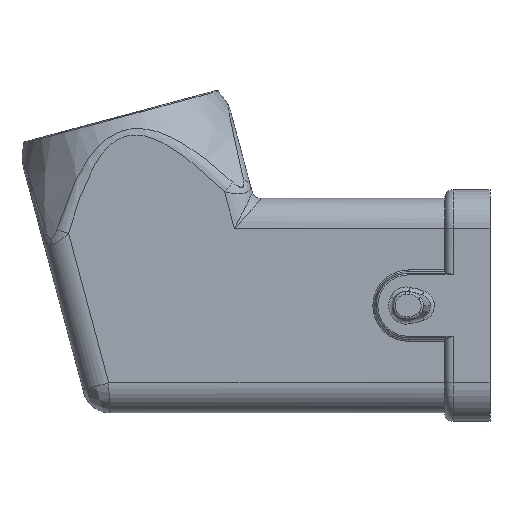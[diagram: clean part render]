
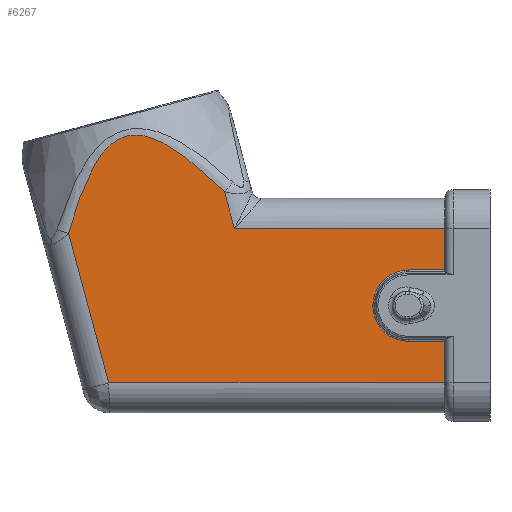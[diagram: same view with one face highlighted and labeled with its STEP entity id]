
A CAD part, left-side view. The second image highlights one B-rep face of the part: STEP entity #6267.
In plain terms, the highlighted planar face has unit normal (-1, 0, 0).
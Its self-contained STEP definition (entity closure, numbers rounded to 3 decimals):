
#748=DIRECTION('',(0.,1.,0.));
#749=VECTOR('',#748,4.2);
#750=CARTESIAN_POINT('',(-12.5,5.3,4.153));
#751=LINE('',#750,#749);
#759=DIRECTION('',(0.,0.,-1.));
#760=VECTOR('',#759,4.847);
#761=CARTESIAN_POINT('',(-12.5,5.3,9.));
#762=LINE('',#761,#760);
#774=DIRECTION('',(0.,-0.259,-0.966));
#775=VECTOR('',#774,18.04);
#776=CARTESIAN_POINT('',(-12.5,49.098,8.425));
#777=LINE('',#776,#775);
#778=CARTESIAN_POINT('',(-12.5,30.938,13.291));
#779=CARTESIAN_POINT('',(-12.5,31.761,14.103));
#780=CARTESIAN_POINT('',(-12.5,33.442,15.689));
#781=CARTESIAN_POINT('',(-12.5,35.674,17.506));
#782=CARTESIAN_POINT('',(-12.5,37.594,18.742));
#783=CARTESIAN_POINT('',(-12.5,39.121,19.49));
#784=CARTESIAN_POINT('',(-12.5,40.749,19.933));
#785=CARTESIAN_POINT('',(-12.5,42.425,19.842));
#786=CARTESIAN_POINT('',(-12.5,43.922,19.083));
#787=CARTESIAN_POINT('',(-12.5,45.11,17.885));
#788=CARTESIAN_POINT('',(-12.5,46.059,16.474));
#789=CARTESIAN_POINT('',(-12.5,47.104,14.443));
#790=CARTESIAN_POINT('',(-12.5,48.128,11.754));
#791=CARTESIAN_POINT('',(-12.5,48.791,9.54));
#792=CARTESIAN_POINT('',(-12.5,49.098,8.425));
#794=DIRECTION('',(0.,0.259,0.966));
#795=VECTOR('',#794,4.442);
#796=CARTESIAN_POINT('',(-12.5,29.788,9.));
#797=LINE('',#796,#795);
#798=CARTESIAN_POINT('',(-12.5,9.5,0.));
#799=DIRECTION('',(1.,0.,0.));
#800=DIRECTION('',(0.,0.028,-1.));
#801=AXIS2_PLACEMENT_3D('',#798,#799,#800);
#807=DIRECTION('',(0.,1.,0.));
#808=VECTOR('',#807,39.128);
#809=CARTESIAN_POINT('',(-12.5,5.3,-9.));
#810=LINE('',#809,#808);
#1034=DIRECTION('',(0.,-1.,0.));
#1035=VECTOR('',#1034,24.488);
#1036=CARTESIAN_POINT('',(-12.5,29.788,9.));
#1037=LINE('',#1036,#1035);
#3783=DIRECTION('',(0.,0.,-1.));
#3784=VECTOR('',#3783,4.847);
#3785=CARTESIAN_POINT('',(-12.5,5.3,
-4.153));
#3786=LINE('',#3785,#3784);
#3807=DIRECTION('',(0.,-1.,0.));
#3808=VECTOR('',#3807,4.2);
#3809=CARTESIAN_POINT('',(-12.5,9.5,
-4.153));
#3810=LINE('',#3809,#3808);
#3835=CARTESIAN_POINT('',(-12.5,9.621,
-4.152));
#3836=CARTESIAN_POINT('',(-12.5,9.611,
-4.152));
#3837=CARTESIAN_POINT('',(-12.5,9.583,
-4.153));
#3838=CARTESIAN_POINT('',(-12.5,9.542,
-4.152));
#3839=CARTESIAN_POINT('',(-12.5,9.514,
-4.153));
#3840=CARTESIAN_POINT('',(-12.5,9.5,
-4.153));
#4435=VERTEX_POINT('',#3835);
#4436=VERTEX_POINT('',#3840);
#4437=CARTESIAN_POINT('',(-12.5,5.3,4.153));
#4438=CARTESIAN_POINT('',(-12.5,9.5,4.153));
#4439=VERTEX_POINT('',#4437);
#4440=VERTEX_POINT('',#4438);
#4441=VERTEX_POINT('',#778);
#4442=VERTEX_POINT('',#792);
#4445=CARTESIAN_POINT('',(-12.5,5.3,9.));
#4446=VERTEX_POINT('',#4445);
#4447=CARTESIAN_POINT('',(-12.5,29.788,9.));
#4448=VERTEX_POINT('',#4447);
#4453=CARTESIAN_POINT('',(-12.5,5.3,
-4.153));
#4454=VERTEX_POINT('',#4453);
#4457=CARTESIAN_POINT('',(-12.5,5.3,-9.));
#4458=VERTEX_POINT('',#4457);
#4459=CARTESIAN_POINT('',(-12.5,44.429,
-9.));
#4461=VERTEX_POINT('',#4459);
#6240=CARTESIAN_POINT('',(-12.5,5.3,-9.));
#6241=DIRECTION('',(-1.,0.,0.));
#6242=DIRECTION('',(0.,0.,1.));
#6243=AXIS2_PLACEMENT_3D('',#6240,#6241,#6242);
#6244=PLANE('',#6243);
#6246=ORIENTED_EDGE('',*,*,#6245,.T.);
#6248=ORIENTED_EDGE('',*,*,#6247,.F.);
#6250=ORIENTED_EDGE('',*,*,#6249,.F.);
#6252=ORIENTED_EDGE('',*,*,#6251,.F.);
#6254=ORIENTED_EDGE('',*,*,#6253,.T.);
#6255=ORIENTED_EDGE('',*,*,#6231,.T.);
#6256=ORIENTED_EDGE('',*,*,#6219,.T.);
#6258=ORIENTED_EDGE('',*,*,#6257,.F.);
#6260=ORIENTED_EDGE('',*,*,#6259,.T.);
#6262=ORIENTED_EDGE('',*,*,#6261,.T.);
#6264=ORIENTED_EDGE('',*,*,#6263,.T.);
#6265=EDGE_LOOP('',(#6246,#6248,#6250,#6252,#6254,#6255,#6256,#6258,#6260,#6262,
#6264));
#6266=FACE_OUTER_BOUND('',#6265,.F.);
#6267=ADVANCED_FACE('',(#6266),#6244,.T.);
#793=B_SPLINE_CURVE_WITH_KNOTS('',3,(#778,#779,#780,#781,#782,#783,#784,#785,
#786,#787,#788,#789,#790,#791,#792),.UNSPECIFIED.,.F.,.F.,(4,1,1,1,1,1,1,1,1,1,
1,1,4),(0.,0.125,0.25,0.313,0.375,0.438,0.5,0.563,0.625,
0.688,0.75,0.875,1.),.UNSPECIFIED.);
#802=CIRCLE('',#801,4.154);
#3841=B_SPLINE_CURVE_WITH_KNOTS('',3,(#3835,#3836,#3837,#3838,#3839,#3840),
.UNSPECIFIED.,.F.,.F.,(4,1,1,4),(0.,0.333,0.667,1.),
.UNSPECIFIED.);
#6219=EDGE_CURVE('',#4439,#4440,#751,.T.);
#6231=EDGE_CURVE('',#4446,#4439,#762,.T.);
#6245=EDGE_CURVE('',#4458,#4461,#810,.T.);
#6247=EDGE_CURVE('',#4442,#4461,#777,.T.);
#6249=EDGE_CURVE('',#4441,#4442,#793,.T.);
#6251=EDGE_CURVE('',#4448,#4441,#797,.T.);
#6253=EDGE_CURVE('',#4448,#4446,#1037,.T.);
#6257=EDGE_CURVE('',#4435,#4440,#802,.T.);
#6259=EDGE_CURVE('',#4435,#4436,#3841,.T.);
#6261=EDGE_CURVE('',#4436,#4454,#3810,.T.);
#6263=EDGE_CURVE('',#4454,#4458,#3786,.T.);
